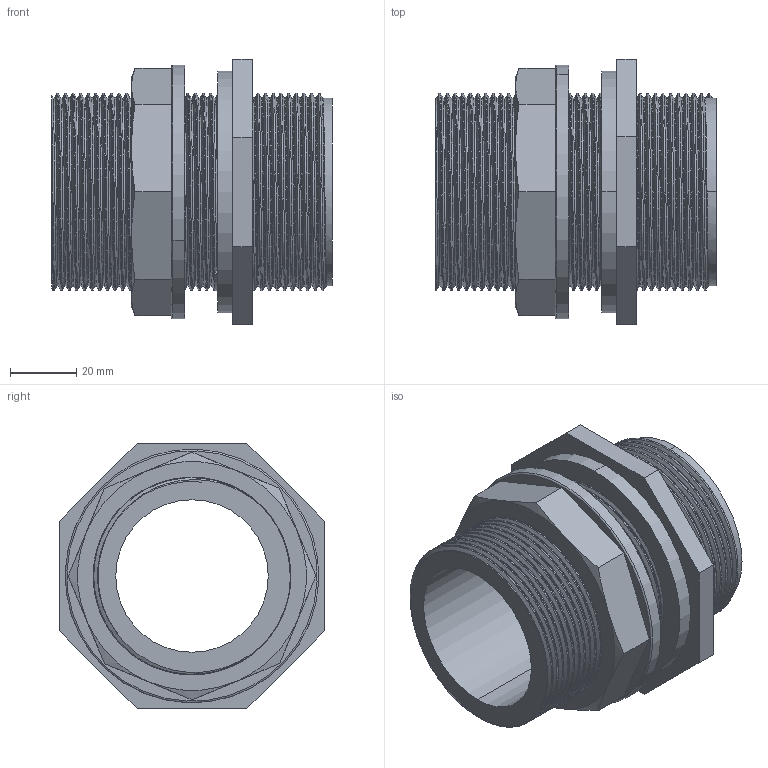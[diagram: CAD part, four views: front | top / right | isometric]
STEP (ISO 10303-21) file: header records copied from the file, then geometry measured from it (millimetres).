
FILE_DESCRIPTION (( 'STEP AP203' ), '1' );
FILE_NAME ('00309_1515.STEP', '2017-05-18T13:46:08', ( '' ), ( '' ), 'SwSTEP 2.0', 'SolidWorks 2011', '' );
FILE_SCHEMA (( 'CONFIG_CONTROL_DESIGN' ));
Length unit declared in the file: millimetre
Products named in the file (4): 00313_1515; 00116_1515; 00190_1515; 00309_1515
Assembly tree (3 placements, depth 2):
  00309_1515
    00190_1515
    00116_1515
    00313_1515
Bounding box: 84.5 x 80 x 80 mm (x, y, z)
Volume: 129805.8 mm3; surface area: 61730.7 mm2
Topology: 3 solids, 3 shells, 143 faces, 393 edges, 257 vertices
Faces by surface type: cylinder 87, plane 26, bspline 15, cone 10, torus 5
Entity records: 23504 total; most frequent: CARTESIAN_POINT 20091, ORIENTED_EDGE 782, DIRECTION 479, EDGE_CURVE 391, VERTEX_POINT 257, AXIS2_PLACEMENT_3D 176, EDGE_LOOP 152, FACE_OUTER_BOUND 143
